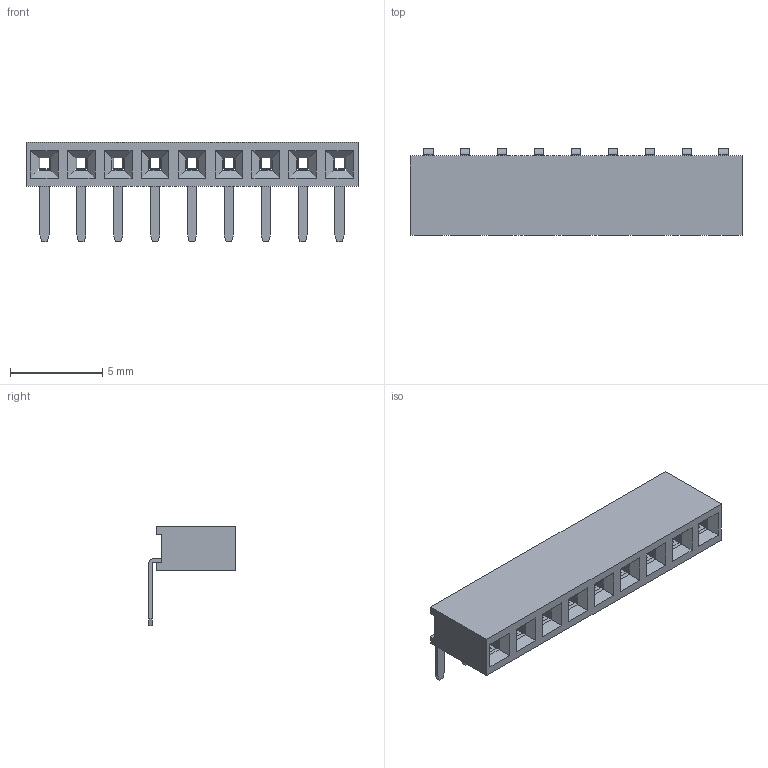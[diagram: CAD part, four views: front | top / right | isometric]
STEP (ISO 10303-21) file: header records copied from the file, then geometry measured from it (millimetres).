
FILE_DESCRIPTION(('STEP AP214'), '1');
FILE_NAME('PBS2-R1', '', ('UNSPECIFIED'), ('UNSPECIFIED'), 'ASCON STEP Converter 1.6', 'ASCON Math Kernel', '');
FILE_SCHEMA(('AUTOMOTIVE_DESIGN { 1 0 10303 214 3 1 1}'));
Length unit declared in the file: millimetre
Bounding box: 18 x 4.7 x 5.4 mm (x, y, z)
Volume: 124.4 mm3; surface area: 721.2 mm2
Topology: 10 solids, 10 shells, 595 faces, 1617 edges, 1042 vertices
Faces by surface type: plane 460, cylinder 135
Entity records: 23367 total; most frequent: CARTESIAN_POINT 3255, ORIENTED_EDGE 3234, DIRECTION 3079, EDGE_CURVE 1617, LINE 1347, VECTOR 1347, VERTEX_POINT 1042, AXIS2_PLACEMENT_3D 866
